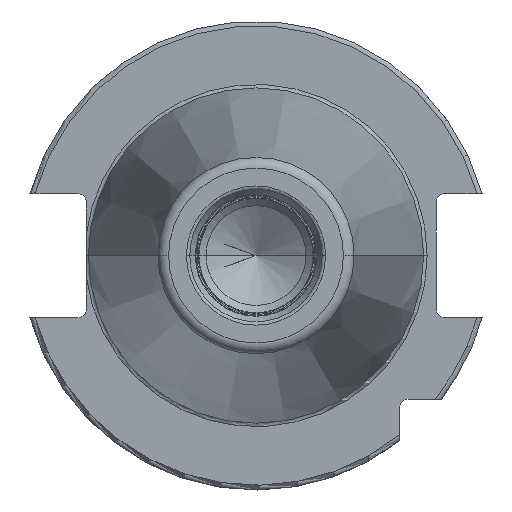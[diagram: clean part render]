
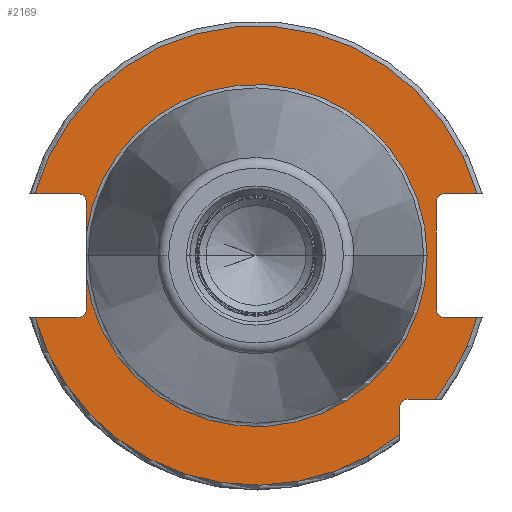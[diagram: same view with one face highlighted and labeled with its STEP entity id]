
A CAD part, left-side view. The second image highlights one B-rep face of the part: STEP entity #2169.
In plain terms, the highlighted planar face has unit normal (-1, 0, 0).
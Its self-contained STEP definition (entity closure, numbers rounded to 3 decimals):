
#105=CARTESIAN_POINT('',(3.2,35.3,-4.415));
#117=CARTESIAN_POINT('',(3.2,0.,0.));
#118=DIRECTION('',(-1.,0.,0.));
#119=DIRECTION('',(0.,0.992,-0.124));
#120=AXIS2_PLACEMENT_3D('',#117,#118,#119);
#355=CARTESIAN_POINT('',(3.2,37.05,-11.15));
#356=DIRECTION('',(1.,0.,0.));
#357=DIRECTION('',(0.,-1.,0.));
#358=AXIS2_PLACEMENT_3D('',#355,#356,#357);
#364=DIRECTION('',(0.,1.,0.));
#365=VECTOR('',#364,6.711);
#366=CARTESIAN_POINT('',(3.2,-45.961,12.9));
#367=LINE('',#366,#365);
#368=DIRECTION('',(0.,0.,1.));
#369=VECTOR('',#368,22.3);
#370=CARTESIAN_POINT('',(3.2,-37.5,-11.15));
#371=LINE('',#370,#369);
#372=DIRECTION('',(0.,1.,0.));
#373=VECTOR('',#372,6.711);
#374=CARTESIAN_POINT('',(3.2,-45.961,-12.9));
#375=LINE('',#374,#373);
#376=CARTESIAN_POINT('',(3.2,0.,0.));
#377=DIRECTION('',(-1.,0.,0.));
#378=DIRECTION('',(0.,-0.78,-0.625));
#379=AXIS2_PLACEMENT_3D('',#376,#377,#378);
#381=DIRECTION('',(0.,-1.,0.));
#382=VECTOR('',#381,5.654);
#383=CARTESIAN_POINT('',(3.2,-31.6,-29.85));
#384=LINE('',#383,#382);
#385=DIRECTION('',(0.,0.,1.));
#386=VECTOR('',#385,5.654);
#387=CARTESIAN_POINT('',(3.2,-29.85,-37.254));
#388=LINE('',#387,#386);
#389=CARTESIAN_POINT('',(3.2,0.,0.));
#390=DIRECTION('',(-1.,0.,0.));
#391=DIRECTION('',(0.,0.963,-0.27));
#392=AXIS2_PLACEMENT_3D('',#389,#390,#391);
#394=DIRECTION('',(0.,-1.,0.));
#395=VECTOR('',#394,8.911);
#396=CARTESIAN_POINT('',(3.2,45.961,-12.9));
#397=LINE('',#396,#395);
#398=DIRECTION('',(0.,0.,-1.));
#399=VECTOR('',#398,6.735);
#400=CARTESIAN_POINT('',(3.2,35.3,-4.415));
#401=LINE('',#400,#399);
#402=DIRECTION('',(0.,0.,-1.));
#403=VECTOR('',#402,6.735);
#404=CARTESIAN_POINT('',(3.2,35.3,11.15));
#405=LINE('',#404,#403);
#406=DIRECTION('',(0.,-1.,0.));
#407=VECTOR('',#406,8.911);
#408=CARTESIAN_POINT('',(3.2,45.961,12.9));
#409=LINE('',#408,#407);
#410=CARTESIAN_POINT('',(3.2,0.,0.));
#411=DIRECTION('',(1.,0.,0.));
#412=DIRECTION('',(0.,0.963,0.27));
#413=AXIS2_PLACEMENT_3D('',#410,#411,#412);
#424=CARTESIAN_POINT('',(3.2,-39.25,11.15));
#425=DIRECTION('',(1.,0.,0.));
#426=DIRECTION('',(0.,1.,0.));
#427=AXIS2_PLACEMENT_3D('',#424,#425,#426);
#442=CARTESIAN_POINT('',(3.2,-39.25,-11.15));
#443=DIRECTION('',(1.,0.,0.));
#444=DIRECTION('',(0.,0.,-1.));
#445=AXIS2_PLACEMENT_3D('',#442,#443,#444);
#566=CARTESIAN_POINT('',(3.2,45.961,-12.9));
#601=CARTESIAN_POINT('',(3.2,-45.961,-12.9));
#608=CARTESIAN_POINT('',(3.2,-37.254,-29.85));
#628=CARTESIAN_POINT('',(3.2,-31.6,-31.6));
#629=DIRECTION('',(1.,0.,0.));
#630=DIRECTION('',(0.,1.,0.));
#631=AXIS2_PLACEMENT_3D('',#628,#629,#630);
#713=CARTESIAN_POINT('',(3.2,37.05,11.15));
#714=DIRECTION('',(1.,0.,0.));
#715=DIRECTION('',(0.,0.,1.));
#716=AXIS2_PLACEMENT_3D('',#713,#714,#715);
#799=CARTESIAN_POINT('',(3.2,45.961,12.9));
#806=CARTESIAN_POINT('',(3.2,-45.961,12.9));
#1114=CARTESIAN_POINT('',(3.2,35.3,4.415));
#1125=CARTESIAN_POINT('',(3.2,0.,0.));
#1126=DIRECTION('',(1.,0.,0.));
#1127=DIRECTION('',(0.,0.992,0.124));
#1128=AXIS2_PLACEMENT_3D('',#1125,#1126,#1127);
#1348=CARTESIAN_POINT('',(3.2,-35.575,0.));
#1350=VERTEX_POINT('',#1348);
#1474=VERTEX_POINT('',#1114);
#1476=VERTEX_POINT('',#105);
#1479=VERTEX_POINT('',#799);
#1480=VERTEX_POINT('',#806);
#1483=VERTEX_POINT('',#566);
#1484=VERTEX_POINT('',#601);
#1507=CARTESIAN_POINT('',(3.2,-29.85,-37.254));
#1508=VERTEX_POINT('',#1507);
#1510=CARTESIAN_POINT('',(3.2,-37.5,-11.15));
#1512=VERTEX_POINT('',#1510);
#1514=CARTESIAN_POINT('',(3.2,-39.25,-12.9));
#1516=VERTEX_POINT('',#1514);
#1518=CARTESIAN_POINT('',(3.2,-39.25,12.9));
#1520=VERTEX_POINT('',#1518);
#1522=CARTESIAN_POINT('',(3.2,-37.5,11.15));
#1524=VERTEX_POINT('',#1522);
#1526=CARTESIAN_POINT('',(3.2,35.3,11.15));
#1528=VERTEX_POINT('',#1526);
#1530=CARTESIAN_POINT('',(3.2,37.05,12.9));
#1532=VERTEX_POINT('',#1530);
#1534=CARTESIAN_POINT('',(3.2,37.05,-12.9));
#1536=VERTEX_POINT('',#1534);
#1538=CARTESIAN_POINT('',(3.2,35.3,-11.15));
#1540=VERTEX_POINT('',#1538);
#1545=CARTESIAN_POINT('',(3.2,-29.85,-31.6));
#1546=CARTESIAN_POINT('',(3.2,-31.6,-29.85));
#1547=VERTEX_POINT('',#1545);
#1548=VERTEX_POINT('',#1546);
#1610=VERTEX_POINT('',#608);
#2129=CARTESIAN_POINT('',(3.2,0.,0.));
#2130=DIRECTION('',(1.,0.,0.));
#2131=DIRECTION('',(0.,-1.,0.));
#2132=AXIS2_PLACEMENT_3D('',#2129,#2130,#2131);
#2133=PLANE('',#2132);
#2135=ORIENTED_EDGE('',*,*,#2134,.T.);
#2137=ORIENTED_EDGE('',*,*,#2136,.F.);
#2139=ORIENTED_EDGE('',*,*,#2138,.F.);
#2141=ORIENTED_EDGE('',*,*,#2140,.F.);
#2143=ORIENTED_EDGE('',*,*,#2142,.F.);
#2145=ORIENTED_EDGE('',*,*,#2144,.F.);
#2147=ORIENTED_EDGE('',*,*,#2146,.F.);
#2149=ORIENTED_EDGE('',*,*,#2148,.F.);
#2151=ORIENTED_EDGE('',*,*,#2150,.F.);
#2153=ORIENTED_EDGE('',*,*,#2152,.F.);
#2154=ORIENTED_EDGE('',*,*,#2101,.T.);
#2155=ORIENTED_EDGE('',*,*,#2090,.F.);
#2156=ORIENTED_EDGE('',*,*,#1778,.F.);
#2157=ORIENTED_EDGE('',*,*,#1753,.T.);
#2159=ORIENTED_EDGE('',*,*,#2158,.F.);
#2160=ORIENTED_EDGE('',*,*,#1773,.F.);
#2162=ORIENTED_EDGE('',*,*,#2161,.F.);
#2164=ORIENTED_EDGE('',*,*,#2163,.F.);
#2166=ORIENTED_EDGE('',*,*,#2165,.T.);
#2167=EDGE_LOOP('',(#2135,#2137,#2139,#2141,#2143,#2145,#2147,#2149,#2151,#2153,
#2154,#2155,#2156,#2157,#2159,#2160,#2162,#2164,#2166));
#2168=FACE_OUTER_BOUND('',#2167,.F.);
#2169=ADVANCED_FACE('',(#2168),#2133,.F.);
#121=CIRCLE('',#120,35.575);
#359=CIRCLE('',#358,1.75);
#380=CIRCLE('',#379,47.738);
#393=CIRCLE('',#392,47.738);
#414=CIRCLE('',#413,47.738);
#428=CIRCLE('',#427,1.75);
#446=CIRCLE('',#445,1.75);
#632=CIRCLE('',#631,1.75);
#717=CIRCLE('',#716,1.75);
#1129=CIRCLE('',#1128,35.575);
#1753=EDGE_CURVE('',#1476,#1350,#121,.T.);
#1773=EDGE_CURVE('',#1528,#1474,#405,.T.);
#1778=EDGE_CURVE('',#1476,#1540,#401,.T.);
#2090=EDGE_CURVE('',#1540,#1536,#359,.T.);
#2101=EDGE_CURVE('',#1483,#1536,#397,.T.);
#2134=EDGE_CURVE('',#1480,#1520,#367,.T.);
#2136=EDGE_CURVE('',#1524,#1520,#428,.T.);
#2138=EDGE_CURVE('',#1512,#1524,#371,.T.);
#2140=EDGE_CURVE('',#1516,#1512,#446,.T.);
#2142=EDGE_CURVE('',#1484,#1516,#375,.T.);
#2144=EDGE_CURVE('',#1610,#1484,#380,.T.);
#2146=EDGE_CURVE('',#1548,#1610,#384,.T.);
#2148=EDGE_CURVE('',#1547,#1548,#632,.T.);
#2150=EDGE_CURVE('',#1508,#1547,#388,.T.);
#2152=EDGE_CURVE('',#1483,#1508,#393,.T.);
#2158=EDGE_CURVE('',#1474,#1350,#1129,.T.);
#2161=EDGE_CURVE('',#1532,#1528,#717,.T.);
#2163=EDGE_CURVE('',#1479,#1532,#409,.T.);
#2165=EDGE_CURVE('',#1479,#1480,#414,.T.);
